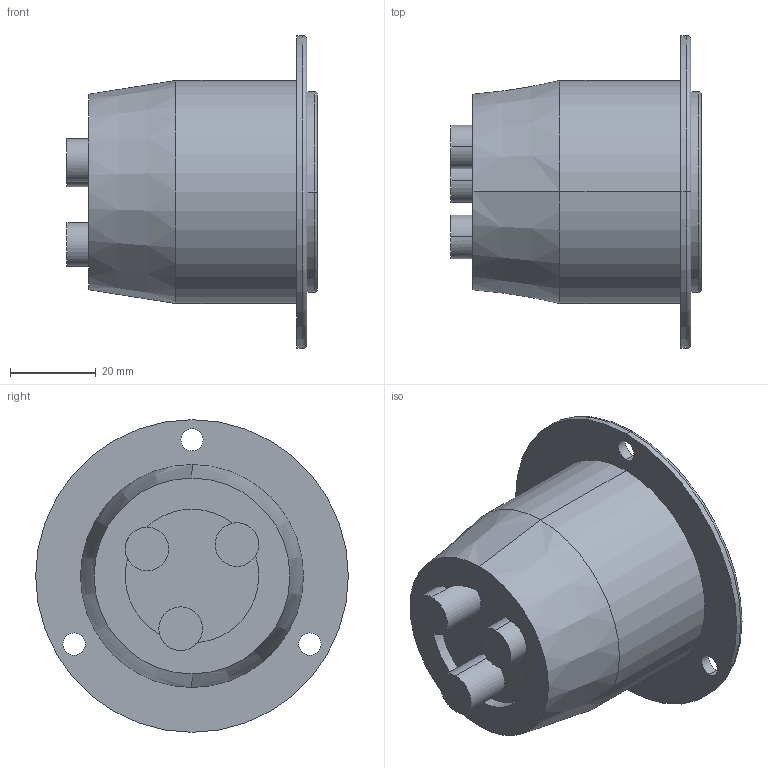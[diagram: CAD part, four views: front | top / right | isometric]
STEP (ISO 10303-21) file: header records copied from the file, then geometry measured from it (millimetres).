
FILE_DESCRIPTION (( 'STEP AP214' ), '1' );
FILE_NAME ('ORC4727-M01.STEP', '2024-05-15T15:42:56', ( '' ), ( '' ), 'SwSTEP 2.0', 'SolidWorks 2020', '' );
FILE_SCHEMA (( 'AUTOMOTIVE_DESIGN' ));
Length unit declared in the file: inch
Products named in the file (1): ORC4727-M01
Bounding box: 58.29 x 72.9 x 72.9 mm (x, y, z)
Volume: 101098.8 mm3; surface area: 32684.5 mm2
Topology: 1 solids, 1 shells, 443 faces, 1167 edges, 773 vertices
Faces by surface type: plane 277, cylinder 144, cone 12, bspline 6, torus 4
Entity records: 14155 total; most frequent: CARTESIAN_POINT 2943, ORIENTED_EDGE 2334, DIRECTION 2297, EDGE_CURVE 1167, LINE 799, VECTOR 799, VERTEX_POINT 773, AXIS2_PLACEMENT_3D 749
